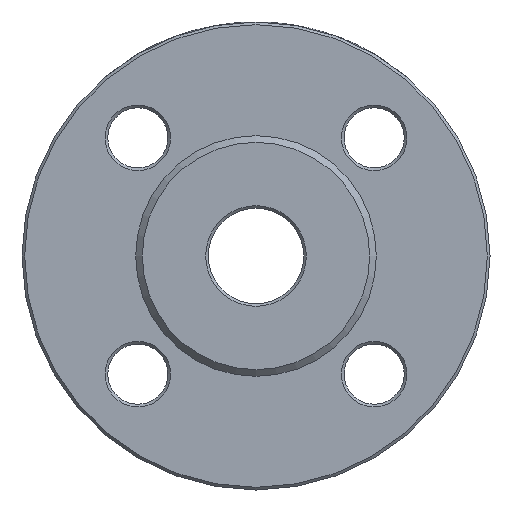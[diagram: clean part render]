
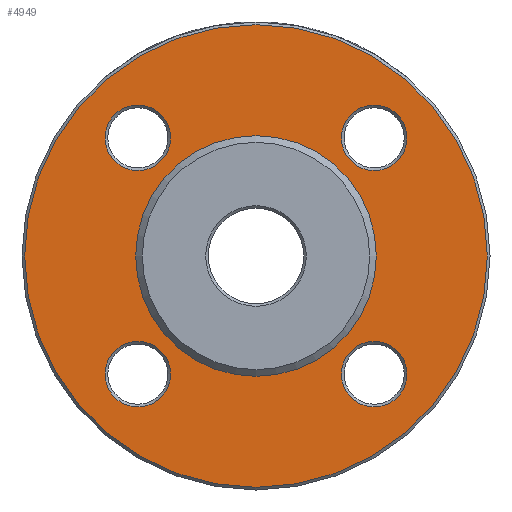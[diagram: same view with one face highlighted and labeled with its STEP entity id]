
A CAD part, left-side view. The second image highlights one B-rep face of the part: STEP entity #4949.
In plain terms, the highlighted planar face has unit normal (-1, 0, 0).
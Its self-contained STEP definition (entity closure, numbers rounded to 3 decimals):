
#114 = ORIENTED_EDGE ( 'NONE', *, *, #202, .T. ) ;
#168 = FACE_BOUND ( 'NONE', #2291, .T. ) ;
#202 = EDGE_CURVE ( 'NONE', #4145, #4145, #2883, .T. ) ;
#220 = DIRECTION ( 'NONE',  ( 0., 0., -1. ) ) ;
#235 = CARTESIAN_POINT ( 'NONE',  ( 2., -35.355, -35.355 ) ) ;
#495 = EDGE_CURVE ( 'NONE', #554, #554, #1823, .T. ) ;
#535 = ORIENTED_EDGE ( 'NONE', *, *, #1490, .T. ) ;
#554 = VERTEX_POINT ( 'NONE', #4269 ) ;
#619 = DIRECTION ( 'NONE',  ( 1., 0., 0. ) ) ;
#961 = AXIS2_PLACEMENT_3D ( 'NONE', #4309, #2001, #4794 ) ;
#1490 = EDGE_CURVE ( 'NONE', #1846, #1846, #1732, .T. ) ;
#1523 = EDGE_CURVE ( 'NONE', #2020, #2020, #3477, .T. ) ;
#1624 = VERTEX_POINT ( 'NONE', #2477 ) ;
#1732 = CIRCLE ( 'NONE', #2696, 9.8 ) ;
#1823 = CIRCLE ( 'NONE', #4341, 9.8 ) ;
#1846 = VERTEX_POINT ( 'NONE', #3695 ) ;
#1932 = ORIENTED_EDGE ( 'NONE', *, *, #495, .T. ) ;
#2001 = DIRECTION ( 'NONE',  ( 1., 0., 0. ) ) ;
#2014 = FACE_OUTER_BOUND ( 'NONE', #5073, .T. ) ;
#2020 = VERTEX_POINT ( 'NONE', #3903 ) ;
#2059 = CARTESIAN_POINT ( 'NONE',  ( 2., 35.355, 35.355 ) ) ;
#2079 = DIRECTION ( 'NONE',  ( 1., 0., 0. ) ) ;
#2089 = DIRECTION ( 'NONE',  ( 0., -1., 0. ) ) ;
#2104 = AXIS2_PLACEMENT_3D ( 'NONE', #2416, #2079, #3900 ) ;
#2136 = DIRECTION ( 'NONE',  ( 0., 0., -1. ) ) ;
#2291 = EDGE_LOOP ( 'NONE', ( #114 ) ) ;
#2340 = EDGE_LOOP ( 'NONE', ( #4914 ) ) ;
#2403 = AXIS2_PLACEMENT_3D ( 'NONE', #2059, #2996, #5780 ) ;
#2416 = CARTESIAN_POINT ( 'NONE',  ( 2., 36., 0. ) ) ;
#2477 = CARTESIAN_POINT ( 'NONE',  ( 2., 0., -69.2 ) ) ;
#2526 = DIRECTION ( 'NONE',  ( -1., 0., 0. ) ) ;
#2696 = AXIS2_PLACEMENT_3D ( 'NONE', #235, #619, #2089 ) ;
#2883 = CIRCLE ( 'NONE', #2403, 9.8 ) ;
#2896 = FACE_BOUND ( 'NONE', #4724, .T. ) ;
#2956 = FACE_BOUND ( 'NONE', #4032, .T. ) ;
#2996 = DIRECTION ( 'NONE',  ( 1., 0., 0. ) ) ;
#3015 = FACE_BOUND ( 'NONE', #2340, .T. ) ;
#3068 = CARTESIAN_POINT ( 'NONE',  ( 2., 35.355, -35.355 ) ) ;
#3094 = AXIS2_PLACEMENT_3D ( 'NONE', #4834, #2526, #220 ) ;
#3132 = EDGE_CURVE ( 'NONE', #1624, #1624, #5702, .T. ) ;
#3216 = DIRECTION ( 'NONE',  ( 1., 0., 0. ) ) ;
#3287 = EDGE_CURVE ( 'NONE', #5742, #5742, #4552, .T. ) ;
#3311 = ORIENTED_EDGE ( 'NONE', *, *, #3132, .T. ) ;
#3477 = CIRCLE ( 'NONE', #3861, 36. ) ;
#3479 = CARTESIAN_POINT ( 'NONE',  ( 2., -35.355, 45.155 ) ) ;
#3489 = CARTESIAN_POINT ( 'NONE',  ( 2., 0., 0. ) ) ;
#3695 = CARTESIAN_POINT ( 'NONE',  ( 2., -45.155, -35.355 ) ) ;
#3861 = AXIS2_PLACEMENT_3D ( 'NONE', #3489, #5330, #3881 ) ;
#3881 = DIRECTION ( 'NONE',  ( 0., 0., 1. ) ) ;
#3900 = DIRECTION ( 'NONE',  ( 0., 0., -1. ) ) ;
#3903 = CARTESIAN_POINT ( 'NONE',  ( 2., 0., 36. ) ) ;
#4032 = EDGE_LOOP ( 'NONE', ( #535 ) ) ;
#4145 = VERTEX_POINT ( 'NONE', #5173 ) ;
#4269 = CARTESIAN_POINT ( 'NONE',  ( 2., 35.355, -45.155 ) ) ;
#4309 = CARTESIAN_POINT ( 'NONE',  ( 2., -35.355, 35.355 ) ) ;
#4341 = AXIS2_PLACEMENT_3D ( 'NONE', #3068, #3216, #2136 ) ;
#4489 = EDGE_LOOP ( 'NONE', ( #1932 ) ) ;
#4552 = CIRCLE ( 'NONE', #961, 9.8 ) ;
#4724 = EDGE_LOOP ( 'NONE', ( #5908 ) ) ;
#4794 = DIRECTION ( 'NONE',  ( 0., 0., 1. ) ) ;
#4809 = PLANE ( 'NONE',  #2104 ) ;
#4834 = CARTESIAN_POINT ( 'NONE',  ( 2., 0., 0. ) ) ;
#4914 = ORIENTED_EDGE ( 'NONE', *, *, #1523, .F. ) ;
#4949 = ADVANCED_FACE ( 'NONE', ( #2956, #2896, #168, #5284, #2014, #3015 ), #4809, .F. ) ;
#5073 = EDGE_LOOP ( 'NONE', ( #3311 ) ) ;
#5173 = CARTESIAN_POINT ( 'NONE',  ( 2., 45.155, 35.355 ) ) ;
#5284 = FACE_BOUND ( 'NONE', #4489, .T. ) ;
#5330 = DIRECTION ( 'NONE',  ( -1., 0., 0. ) ) ;
#5702 = CIRCLE ( 'NONE', #3094, 69.2 ) ;
#5742 = VERTEX_POINT ( 'NONE', #3479 ) ;
#5780 = DIRECTION ( 'NONE',  ( 0., 1., 0. ) ) ;
#5908 = ORIENTED_EDGE ( 'NONE', *, *, #3287, .T. ) ;
